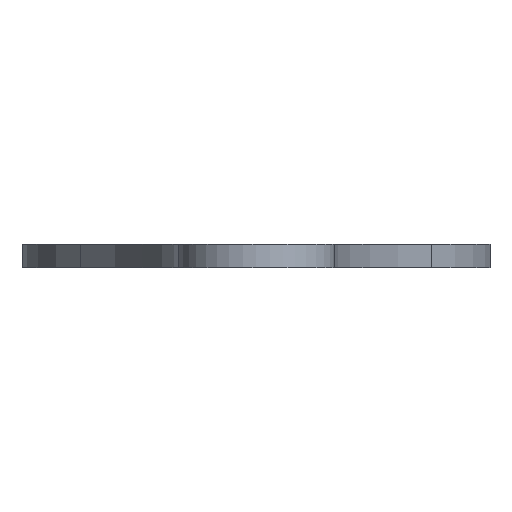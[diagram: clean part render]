
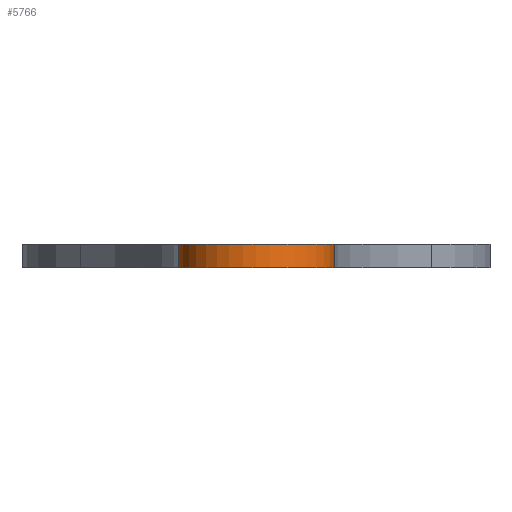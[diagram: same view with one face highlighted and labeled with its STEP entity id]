
A CAD part, left-side view. The second image highlights one B-rep face of the part: STEP entity #5766.
In plain terms, the highlighted cylindrical face has radius 10 mm (diameter 20 mm), a partial arc.
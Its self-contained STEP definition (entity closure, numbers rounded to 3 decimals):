
#803=FACE_OUTER_BOUND('',#1103,.T.);
#1103=EDGE_LOOP('',(#5142,#5143,#5144,#5145));
#1704=LINE('',#9879,#2288);
#1705=LINE('',#9883,#2289);
#2288=VECTOR('',#7139,10.);
#2289=VECTOR('',#7144,10.);
#2337=CIRCLE('',#5859,10.);
#2351=CIRCLE('',#6045,10.);
#2409=VERTEX_POINT('',#7314);
#2410=VERTEX_POINT('',#7316);
#2913=VERTEX_POINT('',#9877);
#2914=VERTEX_POINT('',#9881);
#2990=EDGE_CURVE('',#2409,#2410,#2337,.T.);
#3750=EDGE_CURVE('',#2409,#2913,#1704,.T.);
#3751=EDGE_CURVE('',#2914,#2913,#2351,.T.);
#3752=EDGE_CURVE('',#2410,#2914,#1705,.T.);
#5142=ORIENTED_EDGE('',*,*,#2990,.F.);
#5143=ORIENTED_EDGE('',*,*,#3750,.T.);
#5144=ORIENTED_EDGE('',*,*,#3751,.F.);
#5145=ORIENTED_EDGE('',*,*,#3752,.F.);
#5470=CYLINDRICAL_SURFACE('',#6044,10.);
#5766=ADVANCED_FACE('',(#803),#5470,.T.);
#5859=AXIS2_PLACEMENT_3D('',#7317,#6219,#6220);
#6044=AXIS2_PLACEMENT_3D('',#9880,#7140,#7141);
#6045=AXIS2_PLACEMENT_3D('',#9882,#7142,#7143);
#6219=DIRECTION('center_axis',(0.,0.,-1.));
#6220=DIRECTION('ref_axis',(0.,-1.,0.));
#7139=DIRECTION('',(0.,0.,1.));
#7140=DIRECTION('center_axis',(0.,0.,1.));
#7141=DIRECTION('ref_axis',(0.,-1.,0.));
#7142=DIRECTION('center_axis',(0.,0.,1.));
#7143=DIRECTION('ref_axis',(0.,-1.,0.));
#7144=DIRECTION('',(0.,0.,1.));
#7314=CARTESIAN_POINT('',(-200.,-10.,0.));
#7316=CARTESIAN_POINT('',(-200.,10.,0.));
#7317=CARTESIAN_POINT('Origin',(-200.,0.,0.));
#9877=CARTESIAN_POINT('',(-200.,-10.,3.));
#9879=CARTESIAN_POINT('',(-200.,-10.,0.));
#9880=CARTESIAN_POINT('Origin',(-200.,0.,0.));
#9881=CARTESIAN_POINT('',(-200.,10.,3.));
#9882=CARTESIAN_POINT('Origin',(-200.,0.,3.));
#9883=CARTESIAN_POINT('',(-200.,10.,0.));
